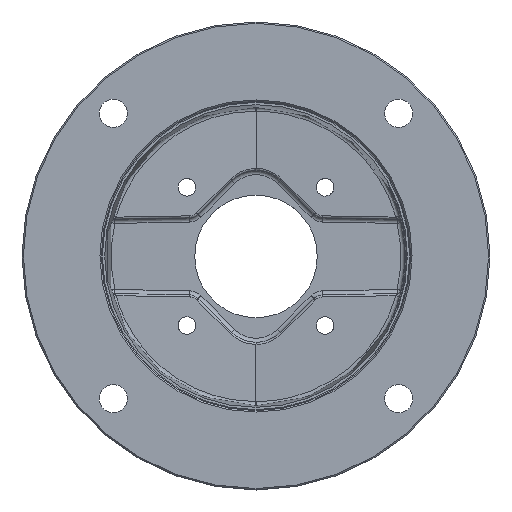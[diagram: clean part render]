
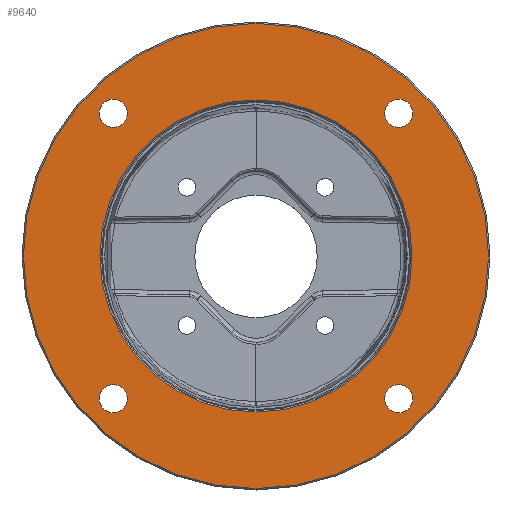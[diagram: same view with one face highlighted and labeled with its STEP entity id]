
A CAD part, top view. The second image highlights one B-rep face of the part: STEP entity #9640.
In plain terms, the highlighted planar face has unit normal (0, 0, 1).
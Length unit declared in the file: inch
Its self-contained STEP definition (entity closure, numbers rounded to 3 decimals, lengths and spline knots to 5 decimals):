
#12=CARTESIAN_POINT('',(0.,0.,-0.06));
#13=DIRECTION('',(0.,0.,1.));
#14=DIRECTION('',(0.,1.,0.));
#15=AXIS2_PLACEMENT_3D('',#12,#13,#14);
#21=CARTESIAN_POINT('',(0.,0.,-0.06));
#22=DIRECTION('',(0.,0.,-1.));
#23=DIRECTION('',(0.,1.,0.));
#24=AXIS2_PLACEMENT_3D('',#21,#22,#23);
#465=CARTESIAN_POINT('',(-2.07713,2.07713,-0.06));
#466=DIRECTION('',(0.,0.,-1.));
#467=DIRECTION('',(-0.707,0.707,0.));
#468=AXIS2_PLACEMENT_3D('',#465,#466,#467);
#470=CARTESIAN_POINT('',(-2.07713,2.07713,-0.06));
#471=DIRECTION('',(0.,0.,-1.));
#472=DIRECTION('',(0.707,-0.707,0.));
#473=AXIS2_PLACEMENT_3D('',#470,#471,#472);
#475=CARTESIAN_POINT('',(-2.07713,-2.07713,-0.06));
#476=DIRECTION('',(0.,0.,-1.));
#477=DIRECTION('',(-0.707,-0.707,0.));
#478=AXIS2_PLACEMENT_3D('',#475,#476,#477);
#480=CARTESIAN_POINT('',(-2.07713,-2.07713,-0.06));
#481=DIRECTION('',(0.,0.,-1.));
#482=DIRECTION('',(0.707,0.707,0.));
#483=AXIS2_PLACEMENT_3D('',#480,#481,#482);
#485=CARTESIAN_POINT('',(2.07713,-2.07713,-0.06));
#486=DIRECTION('',(0.,0.,-1.));
#487=DIRECTION('',(0.707,-0.707,0.));
#488=AXIS2_PLACEMENT_3D('',#485,#486,#487);
#490=CARTESIAN_POINT('',(2.07713,-2.07713,-0.06));
#491=DIRECTION('',(0.,0.,-1.));
#492=DIRECTION('',(-0.707,0.707,0.));
#493=AXIS2_PLACEMENT_3D('',#490,#491,#492);
#495=CARTESIAN_POINT('',(2.07713,2.07713,-0.06));
#496=DIRECTION('',(0.,0.,-1.));
#497=DIRECTION('',(0.707,0.707,0.));
#498=AXIS2_PLACEMENT_3D('',#495,#496,#497);
#500=CARTESIAN_POINT('',(2.07713,2.07713,-0.06));
#501=DIRECTION('',(0.,0.,-1.));
#502=DIRECTION('',(-0.707,-0.707,0.));
#503=AXIS2_PLACEMENT_3D('',#500,#501,#502);
#505=CARTESIAN_POINT('',(0.,0.,-0.06));
#506=DIRECTION('',(0.,0.,1.));
#507=DIRECTION('',(0.,1.,0.));
#508=AXIS2_PLACEMENT_3D('',#505,#506,#507);
#510=CARTESIAN_POINT('',(0.,0.,-0.06));
#511=DIRECTION('',(0.,0.,1.));
#512=DIRECTION('',(0.,-1.,0.));
#513=AXIS2_PLACEMENT_3D('',#510,#511,#512);
#8599=CARTESIAN_POINT('',(0.,3.385,-0.06));
#8600=CARTESIAN_POINT('',(0.,-3.385,-0.06));
#8601=VERTEX_POINT('',#8599);
#8602=VERTEX_POINT('',#8600);
#8627=CARTESIAN_POINT('',(-2.22208,2.22208,-0.06));
#8628=CARTESIAN_POINT('',(-1.93217,1.93217,-0.06));
#8629=VERTEX_POINT('',#8627);
#8630=VERTEX_POINT('',#8628);
#8647=CARTESIAN_POINT('',(-2.22208,-2.22208,-0.06));
#8648=CARTESIAN_POINT('',(-1.93217,-1.93217,-0.06));
#8649=VERTEX_POINT('',#8647);
#8650=VERTEX_POINT('',#8648);
#8655=CARTESIAN_POINT('',(2.22208,-2.22208,-0.06));
#8656=CARTESIAN_POINT('',(1.93217,-1.93217,-0.06));
#8657=VERTEX_POINT('',#8655);
#8658=VERTEX_POINT('',#8656);
#8663=CARTESIAN_POINT('',(2.22208,2.22208,-0.06));
#8664=CARTESIAN_POINT('',(1.93217,1.93217,-0.06));
#8665=VERTEX_POINT('',#8663);
#8666=VERTEX_POINT('',#8664);
#8687=CARTESIAN_POINT('',(0.,2.271,-0.06));
#8688=CARTESIAN_POINT('',(0.,-2.271,-0.06));
#8689=VERTEX_POINT('',#8687);
#8690=VERTEX_POINT('',#8688);
#9602=CARTESIAN_POINT('',(0.,0.,-0.06));
#9603=DIRECTION('',(0.,0.,1.));
#9604=DIRECTION('',(0.,1.,0.));
#9605=AXIS2_PLACEMENT_3D('',#9602,#9603,#9604);
#9606=PLANE('',#9605);
#9607=ORIENTED_EDGE('',*,*,#8794,.T.);
#9608=ORIENTED_EDGE('',*,*,#8779,.F.);
#9609=EDGE_LOOP('',(#9607,#9608));
#9610=FACE_OUTER_BOUND('',#9609,.F.);
#9612=ORIENTED_EDGE('',*,*,#9611,.F.);
#9614=ORIENTED_EDGE('',*,*,#9613,.F.);
#9615=EDGE_LOOP('',(#9612,#9614));
#9616=FACE_BOUND('',#9615,.F.);
#9618=ORIENTED_EDGE('',*,*,#9617,.F.);
#9620=ORIENTED_EDGE('',*,*,#9619,.F.);
#9621=EDGE_LOOP('',(#9618,#9620));
#9622=FACE_BOUND('',#9621,.F.);
#9624=ORIENTED_EDGE('',*,*,#9623,.F.);
#9626=ORIENTED_EDGE('',*,*,#9625,.F.);
#9627=EDGE_LOOP('',(#9624,#9626));
#9628=FACE_BOUND('',#9627,.F.);
#9630=ORIENTED_EDGE('',*,*,#9629,.F.);
#9632=ORIENTED_EDGE('',*,*,#9631,.F.);
#9633=EDGE_LOOP('',(#9630,#9632));
#9634=FACE_BOUND('',#9633,.F.);
#9636=ORIENTED_EDGE('',*,*,#9635,.T.);
#9637=ORIENTED_EDGE('',*,*,#9592,.T.);
#9638=EDGE_LOOP('',(#9636,#9637));
#9639=FACE_BOUND('',#9638,.F.);
#9640=ADVANCED_FACE('',(#9610,#9616,#9622,#9628,#9634,#9639),#9606,.T.);
#16=CIRCLE('',#15,3.385);
#25=CIRCLE('',#24,3.385);
#469=CIRCLE('',#468,0.205);
#474=CIRCLE('',#473,0.205);
#479=CIRCLE('',#478,0.205);
#484=CIRCLE('',#483,0.205);
#489=CIRCLE('',#488,0.205);
#494=CIRCLE('',#493,0.205);
#499=CIRCLE('',#498,0.205);
#504=CIRCLE('',#503,0.205);
#509=CIRCLE('',#508,2.271);
#514=CIRCLE('',#513,2.271);
#8779=EDGE_CURVE('',#8601,#8602,#16,.T.);
#8794=EDGE_CURVE('',#8601,#8602,#25,.T.);
#9592=EDGE_CURVE('',#8690,#8689,#514,.T.);
#9611=EDGE_CURVE('',#8629,#8630,#469,.T.);
#9613=EDGE_CURVE('',#8630,#8629,#474,.T.);
#9617=EDGE_CURVE('',#8649,#8650,#479,.T.);
#9619=EDGE_CURVE('',#8650,#8649,#484,.T.);
#9623=EDGE_CURVE('',#8657,#8658,#489,.T.);
#9625=EDGE_CURVE('',#8658,#8657,#494,.T.);
#9629=EDGE_CURVE('',#8665,#8666,#499,.T.);
#9631=EDGE_CURVE('',#8666,#8665,#504,.T.);
#9635=EDGE_CURVE('',#8689,#8690,#509,.T.);
